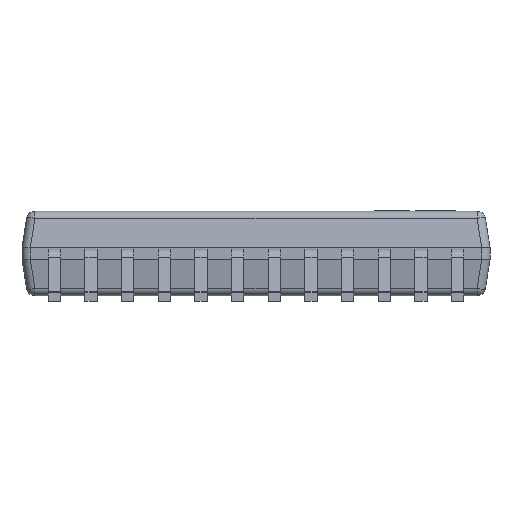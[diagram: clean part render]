
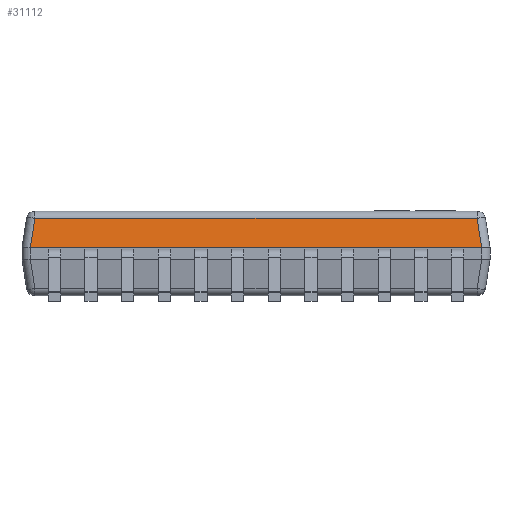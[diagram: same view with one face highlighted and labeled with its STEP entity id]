
A CAD part, front view. The second image highlights one B-rep face of the part: STEP entity #31112.
In plain terms, the highlighted planar face has unit normal (0, -0.988, 0.152).
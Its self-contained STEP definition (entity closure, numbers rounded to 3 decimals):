
#185 = CARTESIAN_POINT ( 'NONE',  ( -4.001, -2.8, 0.95 ) ) ;
#252 = CARTESIAN_POINT ( 'NONE',  ( 4., -2.8, 0.95 ) ) ;
#386 = EDGE_CURVE ( 'NONE', #22702, #16890, #1875, .T. ) ;
#1309 = CARTESIAN_POINT ( 'NONE',  ( -4.002, -2.8, 0.95 ) ) ;
#1743 = VERTEX_POINT ( 'NONE', #19945 ) ;
#1875 = LINE ( 'NONE', #26498, #30355 ) ;
#3090 = PLANE ( 'NONE',  #31453 ) ;
#4531 = EDGE_CURVE ( 'NONE', #21989, #4963, #26656, .T. ) ;
#4963 = VERTEX_POINT ( 'NONE', #22343 ) ;
#5308 = CARTESIAN_POINT ( 'NONE',  ( -3.921, -2.72, 1.473 ) ) ;
#5509 = LINE ( 'NONE', #16168, #18414 ) ;
#7182 = DIRECTION ( 'NONE',  ( -0.15, -0.15, -0.977 ) ) ;
#8015 = CARTESIAN_POINT ( 'NONE',  ( 4.001, -2.8, 0.95 ) ) ;
#8811 = VERTEX_POINT ( 'NONE', #1309 ) ;
#8938 = ORIENTED_EDGE ( 'NONE', *, *, #33032, .T. ) ;
#11098 = DIRECTION ( 'NONE',  ( -1., 0., 0. ) ) ;
#11104 = LINE ( 'NONE', #14767, #17162 ) ;
#11371 = ORIENTED_EDGE ( 'NONE', *, *, #25298, .T. ) ;
#13690 =( BOUNDED_CURVE ( )  B_SPLINE_CURVE ( 3, ( #22373, #185, #33225, #18060 ),
 .UNSPECIFIED., .F., .F. ) 
 B_SPLINE_CURVE_WITH_KNOTS ( ( 4, 4 ),
 ( 6.272, 6.283 ),
 .UNSPECIFIED. ) 
 CURVE ( )  GEOMETRIC_REPRESENTATION_ITEM ( )  RATIONAL_B_SPLINE_CURVE ( ( 1., 1., 1., 1. ) ) 
 REPRESENTATION_ITEM ( '' )  );
#13856 = CARTESIAN_POINT ( 'NONE',  ( 3.921, -2.72, 1.473 ) ) ;
#13995 = EDGE_CURVE ( 'NONE', #1743, #22702, #5509, .T. ) ;
#14767 = CARTESIAN_POINT ( 'NONE',  ( -3.814, -2.612, 2.173 ) ) ;
#15183 = ORIENTED_EDGE ( 'NONE', *, *, #25718, .T. ) ;
#15351 = DIRECTION ( 'NONE',  ( -1., 0., 0. ) ) ;
#15515 = ORIENTED_EDGE ( 'NONE', *, *, #386, .T. ) ;
#16168 = CARTESIAN_POINT ( 'NONE',  ( 3.814, -2.612, 2.173 ) ) ;
#16890 = VERTEX_POINT ( 'NONE', #5308 ) ;
#17074 = ORIENTED_EDGE ( 'NONE', *, *, #4531, .F. ) ;
#17162 = VECTOR ( 'NONE', #7182, 1000. ) ;
#17936 =( BOUNDED_CURVE ( )  B_SPLINE_CURVE ( 3, ( #252, #8015, #31081, #23102 ),
 .UNSPECIFIED., .F., .F. ) 
 B_SPLINE_CURVE_WITH_KNOTS ( ( 4, 4 ),
 ( 0., 0.012 ),
 .UNSPECIFIED. ) 
 CURVE ( )  GEOMETRIC_REPRESENTATION_ITEM ( )  RATIONAL_B_SPLINE_CURVE ( ( 1., 1., 1., 1. ) ) 
 REPRESENTATION_ITEM ( '' )  );
#18060 = CARTESIAN_POINT ( 'NONE',  ( -4., -2.8, 0.95 ) ) ;
#18414 = VECTOR ( 'NONE', #32509, 1000. ) ;
#19945 = CARTESIAN_POINT ( 'NONE',  ( 4.002, -2.8, 0.95 ) ) ;
#20808 = CARTESIAN_POINT ( 'NONE',  ( 0., -2.7, 1.6 ) ) ;
#21003 = VECTOR ( 'NONE', #15351, 1000. ) ;
#21989 = VERTEX_POINT ( 'NONE', #27647 ) ;
#22343 = CARTESIAN_POINT ( 'NONE',  ( -4., -2.8, 0.95 ) ) ;
#22373 = CARTESIAN_POINT ( 'NONE',  ( -4.002, -2.8, 0.95 ) ) ;
#22702 = VERTEX_POINT ( 'NONE', #13856 ) ;
#22974 = ORIENTED_EDGE ( 'NONE', *, *, #13995, .T. ) ;
#23102 = CARTESIAN_POINT ( 'NONE',  ( 4.002, -2.8, 0.95 ) ) ;
#25161 = EDGE_LOOP ( 'NONE', ( #11371, #15183, #17074, #8938, #22974, #15515 ) ) ;
#25298 = EDGE_CURVE ( 'NONE', #16890, #8811, #11104, .T. ) ;
#25718 = EDGE_CURVE ( 'NONE', #8811, #4963, #13690, .T. ) ;
#26498 = CARTESIAN_POINT ( 'NONE',  ( 0., -2.72, 1.473 ) ) ;
#26656 = LINE ( 'NONE', #30744, #21003 ) ;
#27647 = CARTESIAN_POINT ( 'NONE',  ( 4., -2.8, 0.95 ) ) ;
#28570 = DIRECTION ( 'NONE',  ( -1., 0., 0. ) ) ;
#28676 = DIRECTION ( 'NONE',  ( 0., -0.988, 0.152 ) ) ;
#30355 = VECTOR ( 'NONE', #11098, 1000. ) ;
#30744 = CARTESIAN_POINT ( 'NONE',  ( -4.15, -2.8, 0.95 ) ) ;
#31081 = CARTESIAN_POINT ( 'NONE',  ( 4.001, -2.8, 0.95 ) ) ;
#31112 = ADVANCED_FACE ( 'NONE', ( #31658 ), #3090, .T. ) ;
#31453 = AXIS2_PLACEMENT_3D ( 'NONE', #20808, #28676, #28570 ) ;
#31658 = FACE_OUTER_BOUND ( 'NONE', #25161, .T. ) ;
#32509 = DIRECTION ( 'NONE',  ( -0.15, 0.15, 0.977 ) ) ;
#33032 = EDGE_CURVE ( 'NONE', #21989, #1743, #17936, .T. ) ;
#33225 = CARTESIAN_POINT ( 'NONE',  ( -4.001, -2.8, 0.95 ) ) ;
